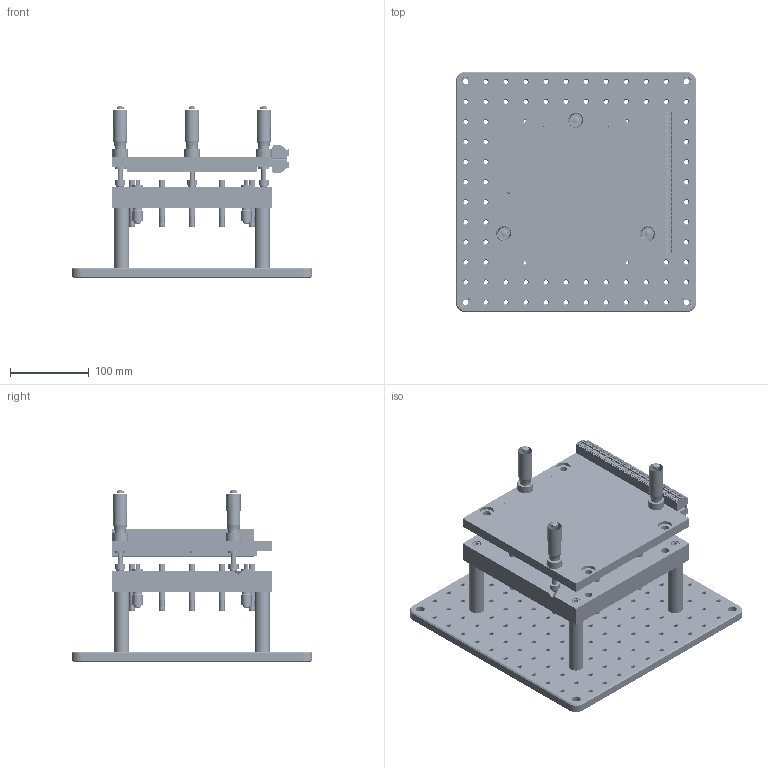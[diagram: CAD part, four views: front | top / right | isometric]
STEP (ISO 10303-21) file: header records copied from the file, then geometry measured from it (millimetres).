
FILE_DESCRIPTION(/* description */ (''),/* implementation_level */ '2;1');
FILE_NAME(/* name */ '6-DOF-setup v149.step',/* time_stamp */ '2022-05-28T08:43:12-04:00',/* author */ (''),/* organization */ (''),/* preprocessor_version */ 'ST-DEVELOPER v19',/* originating_system */ 'Autodesk Translation Framework v11.7.0.108',/* authorisation */ '');
FILE_SCHEMA (('AUTOMOTIVE_DESIGN { 1 0 10303 214 3 1 1 }'));
Products named in the file (35): 6-DOF-setup; Wafer-floater; Sensing Plate; Eddy current sensors; DW-AS-509-M8-390 v1; Floater Micrometers; 148-804_MHS4-13L v1; Assembly-1; 148-804_MHS4-13L; Newport-SA2-11 v2; _SA2-11; Actuation Plate; First Surface Mirror; Electrode_shapeControl; Electrical connectors; 8841T42; Sensing plate mounting; 91251A558; Aluminum tube; Dowel pins; 98381A507; ActuationPlate Micrometers; Micrometer_w_RndAdapter; 150-212_MHN2-25LT v2; Assembly-1 (1); Micrometer_w_RndAdapter_1; 150-212_MHN2-25LT v2_1; Assembly-1 (1)_1; Micrometer_w_RndAdapter_2; 150-212_MHN2-25LT v2_2; Assembly-1 (1)_2; 150-212_MHN2-25LT; 92510A762; 9529K15; 9529K19
Assembly tree (67 placements, depth 6):
  6-DOF-setup
    Wafer-floater
    Sensing Plate
    Eddy current sensors
      DW-AS-509-M8-390 v1  x13
    Floater Micrometers
      148-804_MHS4-13L v1
        Assembly-1
          148-804_MHS4-13L  x4
    Newport-SA2-11 v2
      _SA2-11
    Actuation Plate
    First Surface Mirror
      Electrode_shapeControl
    Electrical connectors
      8841T42  x3
    Sensing plate mounting
      91251A558  x4
      Aluminum tube  x4
    Dowel pins
      98381A507  x3
    ActuationPlate Micrometers
      Micrometer_w_RndAdapter
        150-212_MHN2-25LT v2
          Assembly-1 (1)
            150-212_MHN2-25LT
        92510A762
        9529K15
        9529K19
      Micrometer_w_RndAdapter_1
        150-212_MHN2-25LT v2_1
          Assembly-1 (1)_1
            150-212_MHN2-25LT
        92510A762
        9529K15
        9529K19
      Micrometer_w_RndAdapter_2
        150-212_MHN2-25LT v2_2
          Assembly-1 (1)_2
            150-212_MHN2-25LT
        92510A762
        9529K15
        9529K19
Bounding box: 304.8 x 304.8 x 217.09 mm (x, y, z)
Volume: 3114365 mm3; surface area: 775496.8 mm2
Topology: 84 solids, 84 shells, 4409 faces, 11496 edges, 7549 vertices
Faces by surface type: plane 2546, cylinder 1233, cone 553, sphere 56, torus 13, bspline 8
Full cylindrical faces by diameter (mm): 1 x39, 1.7 x7, 2.3 x15, 3.2 x12, 4.4 x60, 4.7 x72, 4.763 x6, 5 x4, 5.105 x140, 5.7 x13, 5.8 x25, 6.35 x83, 6.401 x3, 6.47 x13, 6.5 x26, 6.756 x4, 6.9 x13, 7.035 x13, 7.142 x4, 8 x26, 8.001 x4, 8.5 x3, 8.7 x7, 9.3 x4, 9.5 x4, 9.51 x4, 9.525 x4, 9.8 x3, 10 x19, 10.084 x8
Entity records: 64624 total; most frequent: CARTESIAN_POINT 14472, DIRECTION 10384, ORIENTED_EDGE 9814, EDGE_CURVE 4907, AXIS2_PLACEMENT_3D 3598, VERTEX_POINT 3215, LINE 3188, VECTOR 3188
